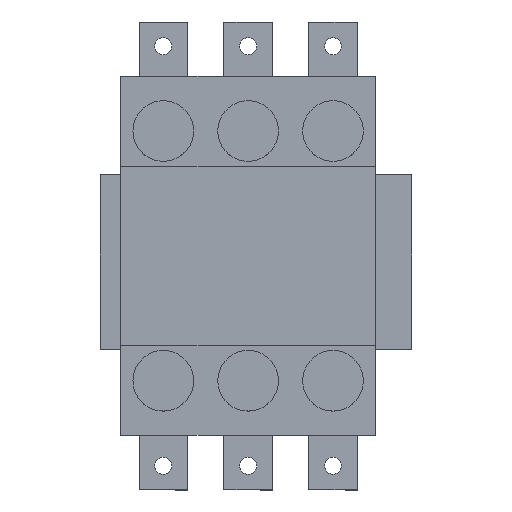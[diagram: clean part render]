
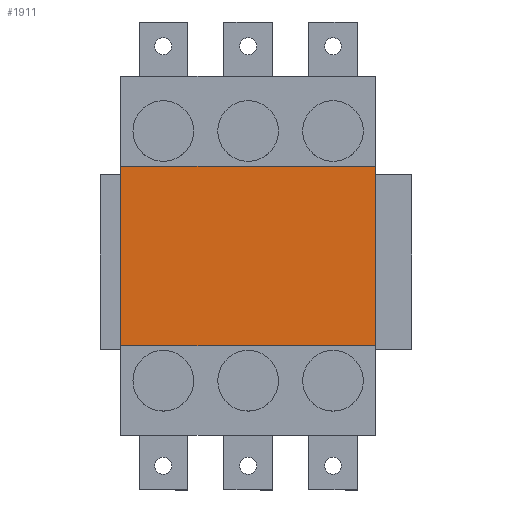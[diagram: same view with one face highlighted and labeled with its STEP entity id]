
A CAD part, top view. The second image highlights one B-rep face of the part: STEP entity #1911.
In plain terms, the highlighted planar face has unit normal (0, 0, 1).
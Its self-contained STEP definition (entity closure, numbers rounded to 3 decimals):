
#45 = CARTESIAN_POINT ( 'NONE',  ( -210., 222., 50. ) ) ;
#62 = CARTESIAN_POINT ( 'NONE',  ( 0., 222., 50. ) ) ;
#79 = CARTESIAN_POINT ( 'NONE',  ( 0., 74., 50. ) ) ;
#91 = DIRECTION ( 'NONE',  ( 0., -1., 0. ) ) ;
#105 = CARTESIAN_POINT ( 'NONE',  ( -210., 74., 50. ) ) ;
#125 = DIRECTION ( 'NONE',  ( 1., 0., 0. ) ) ;
#208 = EDGE_LOOP ( 'NONE', ( #581, #1469, #1250, #1699 ) ) ;
#330 = CARTESIAN_POINT ( 'NONE',  ( -210., 222., 50. ) ) ;
#391 = VECTOR ( 'NONE', #1803, 1000. ) ;
#408 = CARTESIAN_POINT ( 'NONE',  ( -210., 222., 50. ) ) ;
#433 = EDGE_CURVE ( 'NONE', #1204, #1116, #1626, .T. ) ;
#581 = ORIENTED_EDGE ( 'NONE', *, *, #618, .T. ) ;
#618 = EDGE_CURVE ( 'NONE', #1116, #1834, #1737, .T. ) ;
#780 = VECTOR ( 'NONE', #1740, 1000. ) ;
#843 = CARTESIAN_POINT ( 'NONE',  ( 0., 222., 50. ) ) ;
#896 = EDGE_CURVE ( 'NONE', #1834, #1493, #1943, .T. ) ;
#931 = CARTESIAN_POINT ( 'NONE',  ( 0., 0., 50. ) ) ;
#1023 = VECTOR ( 'NONE', #1867, 1000. ) ;
#1075 = DIRECTION ( 'NONE',  ( 0., 0., 1. ) ) ;
#1116 = VERTEX_POINT ( 'NONE', #330 ) ;
#1157 = LINE ( 'NONE', #843, #780 ) ;
#1204 = VERTEX_POINT ( 'NONE', #62 ) ;
#1250 = ORIENTED_EDGE ( 'NONE', *, *, #1368, .T. ) ;
#1342 = FACE_OUTER_BOUND ( 'NONE', #208, .T. ) ;
#1368 = EDGE_CURVE ( 'NONE', #1493, #1204, #1157, .T. ) ;
#1469 = ORIENTED_EDGE ( 'NONE', *, *, #896, .T. ) ;
#1493 = VERTEX_POINT ( 'NONE', #79 ) ;
#1626 = LINE ( 'NONE', #45, #1023 ) ;
#1676 = VECTOR ( 'NONE', #91, 1000. ) ;
#1699 = ORIENTED_EDGE ( 'NONE', *, *, #433, .T. ) ;
#1737 = LINE ( 'NONE', #408, #1676 ) ;
#1740 = DIRECTION ( 'NONE',  ( 0., 1., 0. ) ) ;
#1803 = DIRECTION ( 'NONE',  ( 1., 0., 0. ) ) ;
#1816 = PLANE ( 'NONE',  #1957 ) ;
#1834 = VERTEX_POINT ( 'NONE', #1874 ) ;
#1867 = DIRECTION ( 'NONE',  ( -1., 0., 0. ) ) ;
#1874 = CARTESIAN_POINT ( 'NONE',  ( -210., 74., 50. ) ) ;
#1911 = ADVANCED_FACE ( 'NONE', ( #1342 ), #1816, .T. ) ;
#1943 = LINE ( 'NONE', #105, #391 ) ;
#1957 = AXIS2_PLACEMENT_3D ( 'NONE', #931, #1075, #125 ) ;
